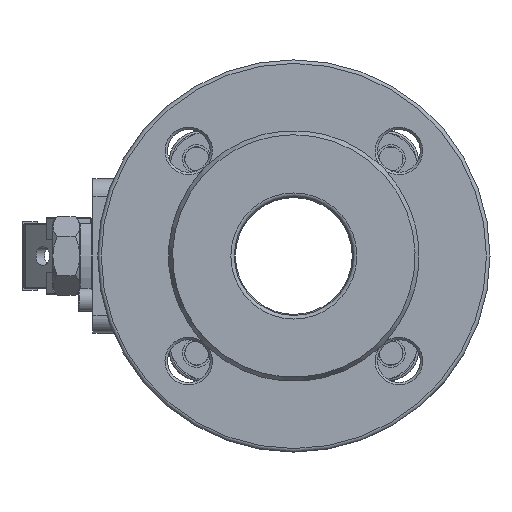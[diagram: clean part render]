
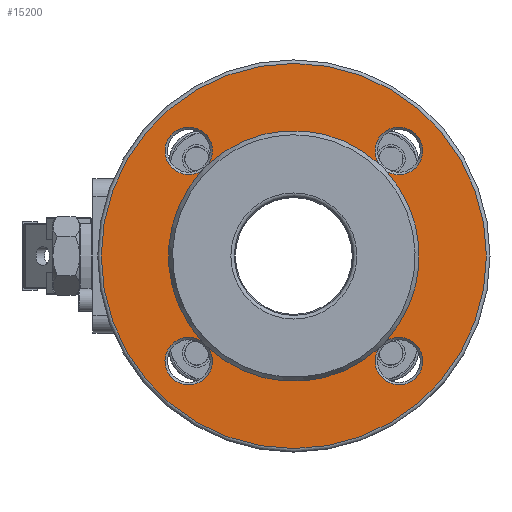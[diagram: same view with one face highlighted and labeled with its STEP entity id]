
A CAD part, left-side view. The second image highlights one B-rep face of the part: STEP entity #15200.
In plain terms, the highlighted planar face has unit normal (-1, 0, 0).
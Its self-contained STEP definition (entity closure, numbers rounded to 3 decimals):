
#526=PLANE('',#16407);
#4939=ORIENTED_EDGE('',*,*,#8887,.F.);
#4940=ORIENTED_EDGE('',*,*,#8888,.T.);
#4941=ORIENTED_EDGE('',*,*,#8889,.F.);
#4942=ORIENTED_EDGE('',*,*,#8890,.T.);
#4943=ORIENTED_EDGE('',*,*,#8891,.F.);
#4944=ORIENTED_EDGE('',*,*,#8892,.T.);
#4945=ORIENTED_EDGE('',*,*,#8893,.F.);
#4946=ORIENTED_EDGE('',*,*,#8894,.T.);
#4947=ORIENTED_EDGE('',*,*,#8895,.T.);
#8887=EDGE_CURVE('',#10853,#10854,#11972,.T.);
#8888=EDGE_CURVE('',#10853,#10855,#11973,.T.);
#8889=EDGE_CURVE('',#10856,#10855,#11974,.T.);
#8890=EDGE_CURVE('',#10856,#10857,#11975,.T.);
#8891=EDGE_CURVE('',#10858,#10857,#11976,.T.);
#8892=EDGE_CURVE('',#10858,#10859,#11977,.T.);
#8893=EDGE_CURVE('',#10860,#10859,#11978,.T.);
#8894=EDGE_CURVE('',#10860,#10854,#11979,.T.);
#8895=EDGE_CURVE('',#10861,#10861,#11980,.T.);
#10853=VERTEX_POINT('',#26353);
#10854=VERTEX_POINT('',#26354);
#10855=VERTEX_POINT('',#26356);
#10856=VERTEX_POINT('',#26358);
#10857=VERTEX_POINT('',#26360);
#10858=VERTEX_POINT('',#26362);
#10859=VERTEX_POINT('',#26364);
#10860=VERTEX_POINT('',#26366);
#10861=VERTEX_POINT('',#26369);
#11972=CIRCLE('',#16408,52.732);
#11973=CIRCLE('',#16409,10.);
#11974=CIRCLE('',#16410,52.732);
#11975=CIRCLE('',#16411,10.);
#11976=CIRCLE('',#16412,52.732);
#11977=CIRCLE('',#16413,10.);
#11978=CIRCLE('',#16414,52.732);
#11979=CIRCLE('',#16415,10.);
#11980=CIRCLE('',#16416,81.);
#12683=EDGE_LOOP('',(#4939,#4940,#4941,#4942,#4943,#4944,#4945,#4946));
#12684=EDGE_LOOP('',(#4947));
#13855=FACE_BOUND('',#12683,.T.);
#13856=FACE_BOUND('',#12684,.T.);
#15200=ADVANCED_FACE('',(#13855,#13856),#526,.T.);
#16407=AXIS2_PLACEMENT_3D('',#26351,#18668,#18669);
#16408=AXIS2_PLACEMENT_3D('',#26352,#18670,#18671);
#16409=AXIS2_PLACEMENT_3D('',#26355,#18672,#18673);
#16410=AXIS2_PLACEMENT_3D('',#26357,#18674,#18675);
#16411=AXIS2_PLACEMENT_3D('',#26359,#18676,#18677);
#16412=AXIS2_PLACEMENT_3D('',#26361,#18678,#18679);
#16413=AXIS2_PLACEMENT_3D('',#26363,#18680,#18681);
#16414=AXIS2_PLACEMENT_3D('',#26365,#18682,#18683);
#16415=AXIS2_PLACEMENT_3D('',#26367,#18684,#18685);
#16416=AXIS2_PLACEMENT_3D('',#26368,#18686,#18687);
#18668=DIRECTION('',(-1.,0.,0.));
#18669=DIRECTION('',(0.,0.,1.));
#18670=DIRECTION('',(-1.,0.,0.));
#18671=DIRECTION('',(0.,0.,1.));
#18672=DIRECTION('',(1.,0.,0.));
#18673=DIRECTION('',(0.,0.,1.));
#18674=DIRECTION('',(-1.,0.,0.));
#18675=DIRECTION('',(0.,0.,1.));
#18676=DIRECTION('',(1.,0.,0.));
#18677=DIRECTION('',(0.,0.,1.));
#18678=DIRECTION('',(-1.,0.,0.));
#18679=DIRECTION('',(0.,0.,1.));
#18680=DIRECTION('',(1.,0.,0.));
#18681=DIRECTION('',(0.,0.,1.));
#18682=DIRECTION('',(-1.,0.,0.));
#18683=DIRECTION('',(0.,0.,1.));
#18684=DIRECTION('',(1.,0.,0.));
#18685=DIRECTION('',(0.,0.,1.));
#18686=DIRECTION('',(-1.,0.,0.));
#18687=DIRECTION('',(0.,0.,1.));
#26351=CARTESIAN_POINT('',(-60.,-52.732,0.));
#26352=CARTESIAN_POINT('',(-60.,0.,0.));
#26353=CARTESIAN_POINT('',(-60.,-35.87,38.652));
#26354=CARTESIAN_POINT('',(-60.,35.87,38.652));
#26355=CARTESIAN_POINT('',(-60.,-44.194,44.194));
#26356=CARTESIAN_POINT('',(-60.,-38.652,35.87));
#26357=CARTESIAN_POINT('',(-60.,0.,0.));
#26358=CARTESIAN_POINT('',(-60.,-38.652,-35.87));
#26359=CARTESIAN_POINT('',(-60.,-44.194,-44.194));
#26360=CARTESIAN_POINT('',(-60.,-35.87,-38.652));
#26361=CARTESIAN_POINT('',(-60.,0.,0.));
#26362=CARTESIAN_POINT('',(-60.,35.87,-38.652));
#26363=CARTESIAN_POINT('',(-60.,44.194,-44.194));
#26364=CARTESIAN_POINT('',(-60.,38.652,-35.87));
#26365=CARTESIAN_POINT('',(-60.,0.,0.));
#26366=CARTESIAN_POINT('',(-60.,38.652,35.87));
#26367=CARTESIAN_POINT('',(-60.,44.194,44.194));
#26368=CARTESIAN_POINT('',(-60.,0.,0.));
#26369=CARTESIAN_POINT('',(-60.,0.,81.));
